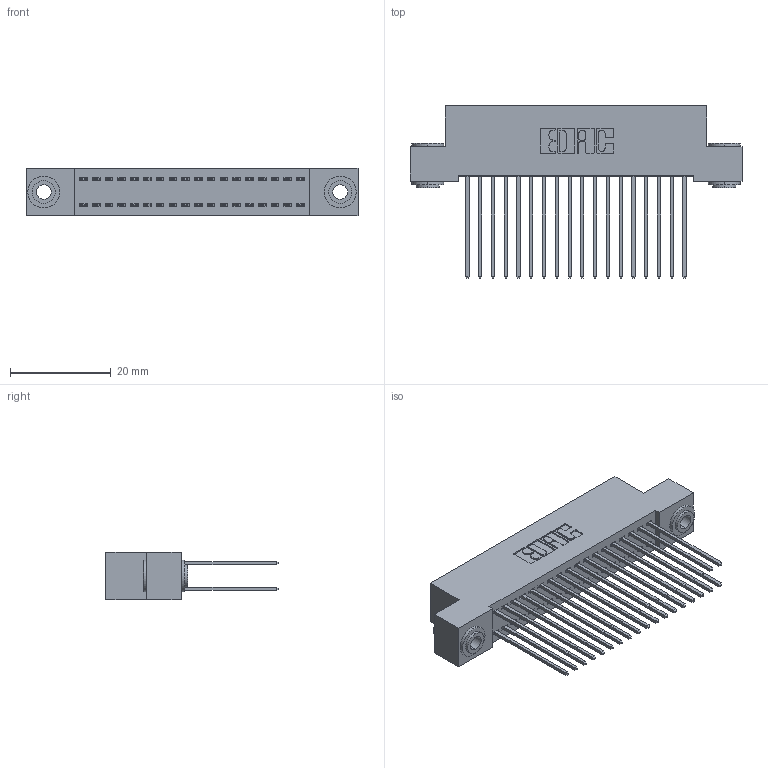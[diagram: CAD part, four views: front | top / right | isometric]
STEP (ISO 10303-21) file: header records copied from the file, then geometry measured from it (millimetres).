
FILE_DESCRIPTION (( 'STEP AP203' ), '1' );
FILE_NAME ('342-036-541-203.STEP', '2019-10-02T13:29:46', ( '' ), ( '' ), 'SwSTEP 2.0', 'SolidWorks 2016', '' );
FILE_SCHEMA (( 'CONFIG_CONTROL_DESIGN' ));
Length unit declared in the file: inch
Products named in the file (4): 342 Part_.156 TH; 345-292-001_345-293-141; 342-250-002_345-250-002-102; 342-036-541-203
Assembly tree (39 placements, depth 2):
  342-036-541-203
    342 Part_.156 TH
    345-292-001_345-293-141  x36
    342-250-002_345-250-002-102  x2
Bounding box: 66.04 x 34.3 x 9.4 mm (x, y, z)
Volume: 6049.4 mm3; surface area: 10403.6 mm2
Topology: 39 solids, 39 shells, 2020 faces, 5955 edges, 3918 vertices
Faces by surface type: plane 1372, cylinder 640, cone 8
Entity records: 15220 total; most frequent: CARTESIAN_POINT 2525, ORIENTED_EDGE 2454, DIRECTION 2233, EDGE_CURVE 1227, LINE 1075, VECTOR 1075, VERTEX_POINT 814, AXIS2_PLACEMENT_3D 579
